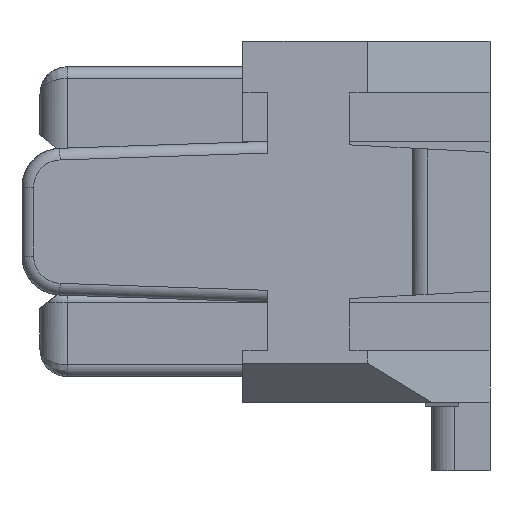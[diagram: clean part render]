
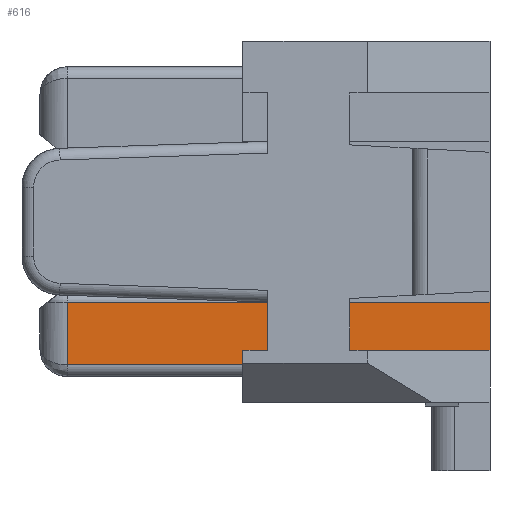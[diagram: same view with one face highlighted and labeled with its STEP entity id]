
A CAD part, front view. The second image highlights one B-rep face of the part: STEP entity #616.
In plain terms, the highlighted planar face has unit normal (0, -1, 0).
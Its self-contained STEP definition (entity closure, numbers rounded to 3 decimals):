
#616 = ADVANCED_FACE ( 'NONE', ( #43463 ), #23886, .F. ) ;
#1274 = CARTESIAN_POINT ( 'NONE',  ( 2.6, -10.15, -1.835 ) ) ;
#1793 = VERTEX_POINT ( 'NONE', #5066 ) ;
#4463 = ORIENTED_EDGE ( 'NONE', *, *, #12674, .T. ) ;
#5066 = CARTESIAN_POINT ( 'NONE',  ( 0.35, -10.15, -1.835 ) ) ;
#6556 = CARTESIAN_POINT ( 'NONE',  ( 0.35, -10.15, -1.03 ) ) ;
#6774 = LINE ( 'NONE', #14117, #7695 ) ;
#7008 = ORIENTED_EDGE ( 'NONE', *, *, #25988, .T. ) ;
#7086 = EDGE_LOOP ( 'NONE', ( #24510, #4463, #33492, #7008, #41158, #33734, #8924 ) ) ;
#7695 = VECTOR ( 'NONE', #21767, 1000. ) ;
#8826 = DIRECTION ( 'NONE',  ( 1., 0., 0. ) ) ;
#8924 = ORIENTED_EDGE ( 'NONE', *, *, #36381, .F. ) ;
#9010 = VERTEX_POINT ( 'NONE', #48284 ) ;
#9343 = VECTOR ( 'NONE', #8826, 1000. ) ;
#9848 = LINE ( 'NONE', #22920, #9343 ) ;
#9914 = DIRECTION ( 'NONE',  ( 1., 0., 0. ) ) ;
#11829 = VERTEX_POINT ( 'NONE', #13247 ) ;
#12674 = EDGE_CURVE ( 'NONE', #1793, #45734, #46413, .T. ) ;
#13247 = CARTESIAN_POINT ( 'NONE',  ( 5.77, -10.15, -1.65 ) ) ;
#13710 = CARTESIAN_POINT ( 'NONE',  ( 0.35, -10.15, -1.03 ) ) ;
#14071 = CARTESIAN_POINT ( 'NONE',  ( 5.77, -10.15, -1.03 ) ) ;
#14117 = CARTESIAN_POINT ( 'NONE',  ( 2.6, -10.15, -1.65 ) ) ;
#16180 = VECTOR ( 'NONE', #33011, 1000. ) ;
#16770 = AXIS2_PLACEMENT_3D ( 'NONE', #36157, #47075, #28048 ) ;
#16911 = VERTEX_POINT ( 'NONE', #48954 ) ;
#18861 = VECTOR ( 'NONE', #27183, 1000. ) ;
#19097 = LINE ( 'NONE', #38418, #18861 ) ;
#21585 = EDGE_CURVE ( 'NONE', #16911, #41372, #19097, .T. ) ;
#21767 = DIRECTION ( 'NONE',  ( 1., 0., 0. ) ) ;
#22920 = CARTESIAN_POINT ( 'NONE',  ( 0.35, -10.15, -1.03 ) ) ;
#23259 = CARTESIAN_POINT ( 'NONE',  ( 2.6, -10.15, -1.835 ) ) ;
#23590 = CARTESIAN_POINT ( 'NONE',  ( 5.77, -10.15, -1.03 ) ) ;
#23765 = VERTEX_POINT ( 'NONE', #6556 ) ;
#23886 = PLANE ( 'NONE',  #16770 ) ;
#24510 = ORIENTED_EDGE ( 'NONE', *, *, #30589, .T. ) ;
#25988 = EDGE_CURVE ( 'NONE', #9010, #11829, #6774, .T. ) ;
#27183 = DIRECTION ( 'NONE',  ( 1., 0., 0. ) ) ;
#27433 = DIRECTION ( 'NONE',  ( 0., 0., -1. ) ) ;
#28048 = DIRECTION ( 'NONE',  ( 1., 0., 0. ) ) ;
#29484 = LINE ( 'NONE', #23259, #46622 ) ;
#30117 = VECTOR ( 'NONE', #9914, 1000. ) ;
#30589 = EDGE_CURVE ( 'NONE', #23765, #1793, #49394, .T. ) ;
#33011 = DIRECTION ( 'NONE',  ( 0., 0., -1. ) ) ;
#33492 = ORIENTED_EDGE ( 'NONE', *, *, #34371, .T. ) ;
#33734 = ORIENTED_EDGE ( 'NONE', *, *, #21585, .F. ) ;
#34371 = EDGE_CURVE ( 'NONE', #45734, #9010, #29484, .T. ) ;
#36157 = CARTESIAN_POINT ( 'NONE',  ( 0., -10.15, 0. ) ) ;
#36381 = EDGE_CURVE ( 'NONE', #23765, #16911, #9848, .T. ) ;
#36658 = EDGE_CURVE ( 'NONE', #41372, #11829, #44264, .T. ) ;
#38418 = CARTESIAN_POINT ( 'NONE',  ( 2.6, -10.15, -1.03 ) ) ;
#38683 = DIRECTION ( 'NONE',  ( 0., 0., 1. ) ) ;
#41158 = ORIENTED_EDGE ( 'NONE', *, *, #36658, .F. ) ;
#41372 = VERTEX_POINT ( 'NONE', #14071 ) ;
#43463 = FACE_OUTER_BOUND ( 'NONE', #7086, .T. ) ;
#43980 = CARTESIAN_POINT ( 'NONE',  ( 0.35, -10.15, -1.835 ) ) ;
#44264 = LINE ( 'NONE', #23590, #45172 ) ;
#45172 = VECTOR ( 'NONE', #27433, 1000. ) ;
#45734 = VERTEX_POINT ( 'NONE', #1274 ) ;
#46413 = LINE ( 'NONE', #43980, #30117 ) ;
#46622 = VECTOR ( 'NONE', #38683, 1000. ) ;
#47075 = DIRECTION ( 'NONE',  ( 0., 1., 0. ) ) ;
#48284 = CARTESIAN_POINT ( 'NONE',  ( 2.6, -10.15, -1.65 ) ) ;
#48954 = CARTESIAN_POINT ( 'NONE',  ( 2.6, -10.15, -1.03 ) ) ;
#49394 = LINE ( 'NONE', #13710, #16180 ) ;
